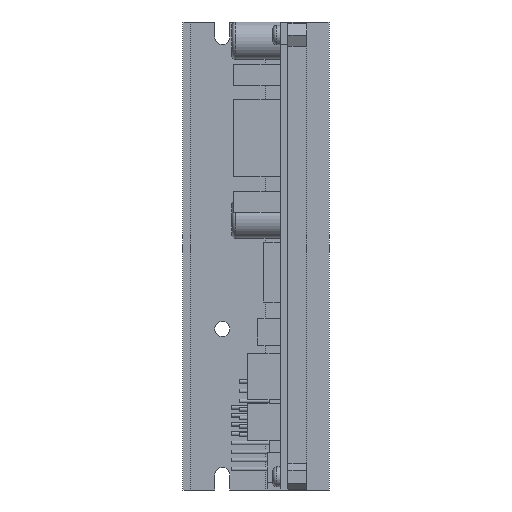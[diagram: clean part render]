
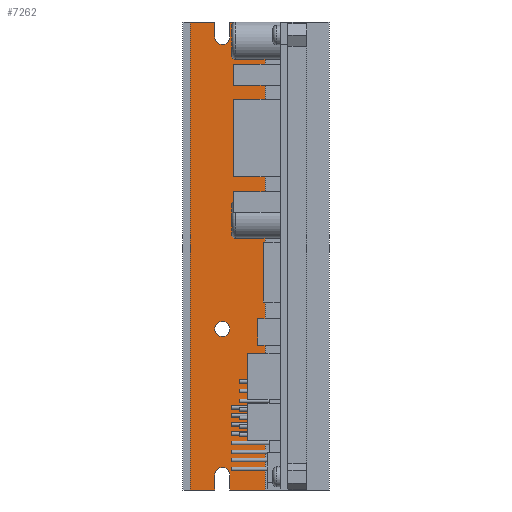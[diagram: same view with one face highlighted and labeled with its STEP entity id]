
A CAD part, left-side view. The second image highlights one B-rep face of the part: STEP entity #7262.
In plain terms, the highlighted planar face has unit normal (-1, 0, 0).
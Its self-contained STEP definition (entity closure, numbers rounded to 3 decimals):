
#59 = VERTEX_POINT ( 'NONE', #5766 ) ;
#75 = VERTEX_POINT ( 'NONE', #8844 ) ;
#84 = VERTEX_POINT ( 'NONE', #9563 ) ;
#239 = CARTESIAN_POINT ( 'NONE',  ( 50.5, 30.5, -96. ) ) ;
#342 = ORIENTED_EDGE ( 'NONE', *, *, #2566, .T. ) ;
#423 = CARTESIAN_POINT ( 'NONE',  ( 50.5, 17., 25. ) ) ;
#555 = CARTESIAN_POINT ( 'NONE',  ( 50.5, 26.5, -100. ) ) ;
#953 = AXIS2_PLACEMENT_3D ( 'NONE', #1583, #7840, #8050 ) ;
#1000 = DIRECTION ( 'NONE',  ( 1., 0., 0. ) ) ;
#1115 = VERTEX_POINT ( 'NONE', #1565 ) ;
#1157 = CIRCLE ( 'NONE', #1651, 2. ) ;
#1491 = EDGE_CURVE ( 'NONE', #7394, #5676, #5306, .T. ) ;
#1511 = EDGE_CURVE ( 'NONE', #7394, #3964, #2852, .T. ) ;
#1557 = DIRECTION ( 'NONE',  ( 0., -1., 0. ) ) ;
#1565 = CARTESIAN_POINT ( 'NONE',  ( 50.5, 26.5, 21. ) ) ;
#1583 = CARTESIAN_POINT ( 'NONE',  ( 50.5, 28.5, -57. ) ) ;
#1651 = AXIS2_PLACEMENT_3D ( 'NONE', #3969, #2321, #3919 ) ;
#1658 = VECTOR ( 'NONE', #3565, 1000. ) ;
#1674 = VERTEX_POINT ( 'NONE', #4371 ) ;
#1686 = DIRECTION ( 'NONE',  ( 0., 0., 1. ) ) ;
#1732 = CARTESIAN_POINT ( 'NONE',  ( 50.5, 26.9, 0. ) ) ;
#1737 = CARTESIAN_POINT ( 'NONE',  ( 50.5, 30.5, -100. ) ) ;
#1928 = CIRCLE ( 'NONE', #953, 2. ) ;
#2007 = EDGE_CURVE ( 'NONE', #6500, #1674, #6255, .T. ) ;
#2019 = EDGE_CURVE ( 'NONE', #75, #1674, #5330, .T. ) ;
#2154 = CARTESIAN_POINT ( 'NONE',  ( 50.5, 17., 0. ) ) ;
#2202 = ORIENTED_EDGE ( 'NONE', *, *, #5408, .F. ) ;
#2321 = DIRECTION ( 'NONE',  ( 1., 0., 0. ) ) ;
#2510 = CIRCLE ( 'NONE', #3827, 2. ) ;
#2566 = EDGE_CURVE ( 'NONE', #1115, #7207, #6100, .T. ) ;
#2752 = ORIENTED_EDGE ( 'NONE', *, *, #1511, .F. ) ;
#2789 = CARTESIAN_POINT ( 'NONE',  ( 50.5, 26.5, -96. ) ) ;
#2802 = CARTESIAN_POINT ( 'NONE',  ( 50.5, 30.5, 0. ) ) ;
#2852 = LINE ( 'NONE', #423, #1658 ) ;
#2903 = LINE ( 'NONE', #2802, #3045 ) ;
#3045 = VECTOR ( 'NONE', #5051, 1000. ) ;
#3056 = EDGE_CURVE ( 'NONE', #84, #5268, #2510, .T. ) ;
#3229 = EDGE_CURVE ( 'NONE', #59, #1115, #4380, .T. ) ;
#3286 = DIRECTION ( 'NONE',  ( -1., 0., 0. ) ) ;
#3374 = ORIENTED_EDGE ( 'NONE', *, *, #2007, .T. ) ;
#3459 = LINE ( 'NONE', #2789, #4770 ) ;
#3514 = ORIENTED_EDGE ( 'NONE', *, *, #1491, .T. ) ;
#3565 = DIRECTION ( 'NONE',  ( 0., -1., 0. ) ) ;
#3697 = DIRECTION ( 'NONE',  ( 0., -1., 0. ) ) ;
#3727 = LINE ( 'NONE', #3933, #6562 ) ;
#3827 = AXIS2_PLACEMENT_3D ( 'NONE', #6528, #4940, #9701 ) ;
#3919 = DIRECTION ( 'NONE',  ( 0., 1., 0. ) ) ;
#3923 = VECTOR ( 'NONE', #3697, 1000. ) ;
#3933 = CARTESIAN_POINT ( 'NONE',  ( 50.5, 37., -100. ) ) ;
#3943 = CARTESIAN_POINT ( 'NONE',  ( 50.5, 28.5, 21. ) ) ;
#3964 = VERTEX_POINT ( 'NONE', #9411 ) ;
#3969 = CARTESIAN_POINT ( 'NONE',  ( 50.5, 28.5, -96. ) ) ;
#4106 = PLANE ( 'NONE',  #9884 ) ;
#4136 = DIRECTION ( 'NONE',  ( 0., 0., 1. ) ) ;
#4142 = CARTESIAN_POINT ( 'NONE',  ( 50.5, 28.5, -59. ) ) ;
#4155 = EDGE_CURVE ( 'NONE', #7631, #6500, #3459, .T. ) ;
#4353 = EDGE_CURVE ( 'NONE', #5685, #7631, #1157, .T. ) ;
#4371 = CARTESIAN_POINT ( 'NONE',  ( 50.5, 17., -100. ) ) ;
#4380 = LINE ( 'NONE', #9859, #8362 ) ;
#4499 = CARTESIAN_POINT ( 'NONE',  ( 50.5, 37., 25. ) ) ;
#4725 = ORIENTED_EDGE ( 'NONE', *, *, #9944, .T. ) ;
#4770 = VECTOR ( 'NONE', #7400, 1000. ) ;
#4872 = EDGE_CURVE ( 'NONE', #5268, #84, #1928, .T. ) ;
#4892 = CARTESIAN_POINT ( 'NONE',  ( 50.5, 26.5, -96. ) ) ;
#4940 = DIRECTION ( 'NONE',  ( -1., 0., 0. ) ) ;
#5051 = DIRECTION ( 'NONE',  ( 0., 0., -1. ) ) ;
#5154 = EDGE_LOOP ( 'NONE', ( #8160, #2752, #3514, #4725, #9574, #8103, #5764, #3374, #9313, #2202, #5958, #342 ) ) ;
#5257 = DIRECTION ( 'NONE',  ( 0., 0., -1. ) ) ;
#5268 = VERTEX_POINT ( 'NONE', #4142 ) ;
#5306 = LINE ( 'NONE', #7458, #6087 ) ;
#5330 = LINE ( 'NONE', #2154, #7353 ) ;
#5335 = VECTOR ( 'NONE', #8133, 1000. ) ;
#5408 = EDGE_CURVE ( 'NONE', #59, #75, #5609, .T. ) ;
#5591 = FACE_BOUND ( 'NONE', #9123, .T. ) ;
#5609 = LINE ( 'NONE', #9408, #7841 ) ;
#5676 = VERTEX_POINT ( 'NONE', #6460 ) ;
#5685 = VERTEX_POINT ( 'NONE', #239 ) ;
#5699 = ORIENTED_EDGE ( 'NONE', *, *, #3056, .F. ) ;
#5722 = CARTESIAN_POINT ( 'NONE',  ( 50.5, 30.5, -100. ) ) ;
#5764 = ORIENTED_EDGE ( 'NONE', *, *, #4155, .T. ) ;
#5766 = CARTESIAN_POINT ( 'NONE',  ( 50.5, 26.5, 25. ) ) ;
#5958 = ORIENTED_EDGE ( 'NONE', *, *, #3229, .T. ) ;
#6080 = EDGE_CURVE ( 'NONE', #8491, #5685, #9718, .T. ) ;
#6087 = VECTOR ( 'NONE', #5257, 1000. ) ;
#6100 = CIRCLE ( 'NONE', #9868, 2. ) ;
#6215 = EDGE_CURVE ( 'NONE', #3964, #7207, #2903, .T. ) ;
#6255 = LINE ( 'NONE', #555, #3923 ) ;
#6320 = DIRECTION ( 'NONE',  ( 0., 0., -1. ) ) ;
#6460 = CARTESIAN_POINT ( 'NONE',  ( 50.5, 37., -100. ) ) ;
#6500 = VERTEX_POINT ( 'NONE', #8119 ) ;
#6528 = CARTESIAN_POINT ( 'NONE',  ( 50.5, 28.5, -57. ) ) ;
#6562 = VECTOR ( 'NONE', #1557, 1000. ) ;
#7207 = VERTEX_POINT ( 'NONE', #7740 ) ;
#7262 = ADVANCED_FACE ( 'NONE', ( #5591, #8714 ), #4106, .T. ) ;
#7353 = VECTOR ( 'NONE', #8460, 1000. ) ;
#7394 = VERTEX_POINT ( 'NONE', #4499 ) ;
#7400 = DIRECTION ( 'NONE',  ( 0., 0., -1. ) ) ;
#7458 = CARTESIAN_POINT ( 'NONE',  ( 50.5, 37., 0. ) ) ;
#7469 = ORIENTED_EDGE ( 'NONE', *, *, #4872, .F. ) ;
#7631 = VERTEX_POINT ( 'NONE', #4892 ) ;
#7740 = CARTESIAN_POINT ( 'NONE',  ( 50.5, 30.5, 21. ) ) ;
#7840 = DIRECTION ( 'NONE',  ( -1., 0., 0. ) ) ;
#7841 = VECTOR ( 'NONE', #10121, 1000. ) ;
#8050 = DIRECTION ( 'NONE',  ( 0., 0., 1. ) ) ;
#8103 = ORIENTED_EDGE ( 'NONE', *, *, #4353, .T. ) ;
#8119 = CARTESIAN_POINT ( 'NONE',  ( 50.5, 26.5, -100. ) ) ;
#8133 = DIRECTION ( 'NONE',  ( 0., 0., 1. ) ) ;
#8160 = ORIENTED_EDGE ( 'NONE', *, *, #6215, .F. ) ;
#8362 = VECTOR ( 'NONE', #6320, 1000. ) ;
#8460 = DIRECTION ( 'NONE',  ( 0., 0., -1. ) ) ;
#8491 = VERTEX_POINT ( 'NONE', #1737 ) ;
#8714 = FACE_OUTER_BOUND ( 'NONE', #5154, .T. ) ;
#8844 = CARTESIAN_POINT ( 'NONE',  ( 50.5, 17., 25. ) ) ;
#9123 = EDGE_LOOP ( 'NONE', ( #5699, #7469 ) ) ;
#9313 = ORIENTED_EDGE ( 'NONE', *, *, #2019, .F. ) ;
#9408 = CARTESIAN_POINT ( 'NONE',  ( 50.5, 17., 25. ) ) ;
#9411 = CARTESIAN_POINT ( 'NONE',  ( 50.5, 30.5, 25. ) ) ;
#9563 = CARTESIAN_POINT ( 'NONE',  ( 50.5, 28.5, -55. ) ) ;
#9574 = ORIENTED_EDGE ( 'NONE', *, *, #6080, .T. ) ;
#9701 = DIRECTION ( 'NONE',  ( 0., 0., 1. ) ) ;
#9718 = LINE ( 'NONE', #5722, #5335 ) ;
#9859 = CARTESIAN_POINT ( 'NONE',  ( 50.5, 26.5, 0. ) ) ;
#9868 = AXIS2_PLACEMENT_3D ( 'NONE', #3943, #1000, #4136 ) ;
#9884 = AXIS2_PLACEMENT_3D ( 'NONE', #1732, #3286, #1686 ) ;
#9944 = EDGE_CURVE ( 'NONE', #5676, #8491, #3727, .T. ) ;
#10121 = DIRECTION ( 'NONE',  ( 0., -1., 0. ) ) ;
